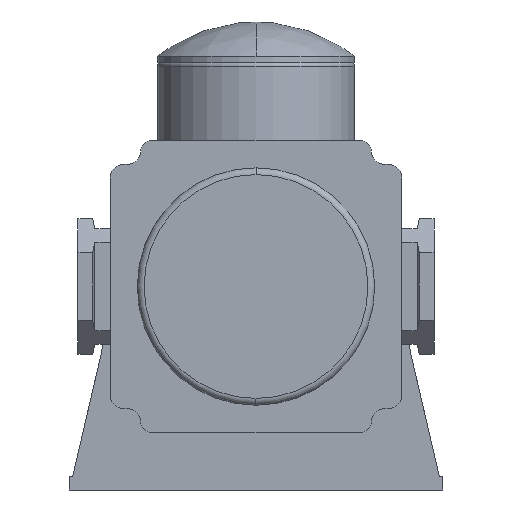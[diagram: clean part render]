
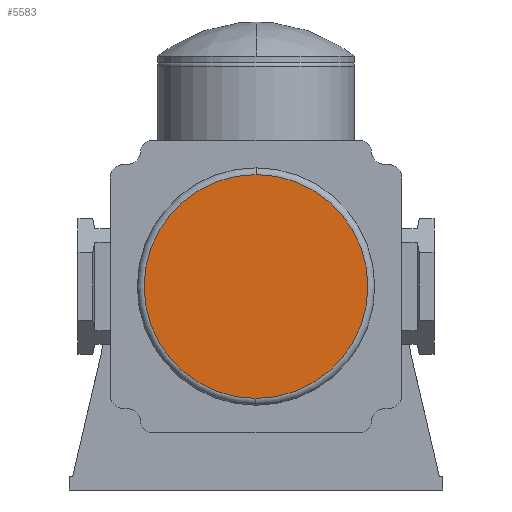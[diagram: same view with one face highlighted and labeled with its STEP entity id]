
A CAD part, front view. The second image highlights one B-rep face of the part: STEP entity #5583.
In plain terms, the highlighted planar face has unit normal (0, -1, 0).
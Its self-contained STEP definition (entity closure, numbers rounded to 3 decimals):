
#448 = ORIENTED_EDGE ( 'NONE', *, *, #2661, .T. ) ;
#549 = DIRECTION ( 'NONE',  ( 0., 0., 1. ) ) ;
#1025 = CARTESIAN_POINT ( 'NONE',  ( 16.5, -25.5, 0. ) ) ;
#1317 = DIRECTION ( 'NONE',  ( 0., -1., 0. ) ) ;
#1497 = CARTESIAN_POINT ( 'NONE',  ( 0., -25.5, 0. ) ) ;
#1649 = CARTESIAN_POINT ( 'NONE',  ( 0., -25.5, 16.5 ) ) ;
#1872 = ORIENTED_EDGE ( 'NONE', *, *, #2051, .T. ) ;
#2051 = EDGE_CURVE ( 'NONE', #2571, #2261, #5279, .T. ) ;
#2261 = VERTEX_POINT ( 'NONE', #1649 ) ;
#2571 = VERTEX_POINT ( 'NONE', #5813 ) ;
#2661 = EDGE_CURVE ( 'NONE', #2261, #2571, #3860, .T. ) ;
#2985 = CARTESIAN_POINT ( 'NONE',  ( 0., -25.5, 0. ) ) ;
#3244 = AXIS2_PLACEMENT_3D ( 'NONE', #1497, #1317, #3255 ) ;
#3255 = DIRECTION ( 'NONE',  ( 0., 0., -1. ) ) ;
#3257 = AXIS2_PLACEMENT_3D ( 'NONE', #2985, #5866, #5480 ) ;
#3444 = AXIS2_PLACEMENT_3D ( 'NONE', #1025, #4316, #549 ) ;
#3860 = CIRCLE ( 'NONE', #3257, 16.5 ) ;
#4316 = DIRECTION ( 'NONE',  ( 0., 1., 0. ) ) ;
#4411 = FACE_OUTER_BOUND ( 'NONE', #4888, .T. ) ;
#4888 = EDGE_LOOP ( 'NONE', ( #1872, #448 ) ) ;
#5279 = CIRCLE ( 'NONE', #3244, 16.5 ) ;
#5395 = PLANE ( 'NONE',  #3444 ) ;
#5480 = DIRECTION ( 'NONE',  ( 0., 0., -1. ) ) ;
#5583 = ADVANCED_FACE ( 'NONE', ( #4411 ), #5395, .F. ) ;
#5813 = CARTESIAN_POINT ( 'NONE',  ( 0., -25.5, -16.5 ) ) ;
#5866 = DIRECTION ( 'NONE',  ( 0., -1., 0. ) ) ;
